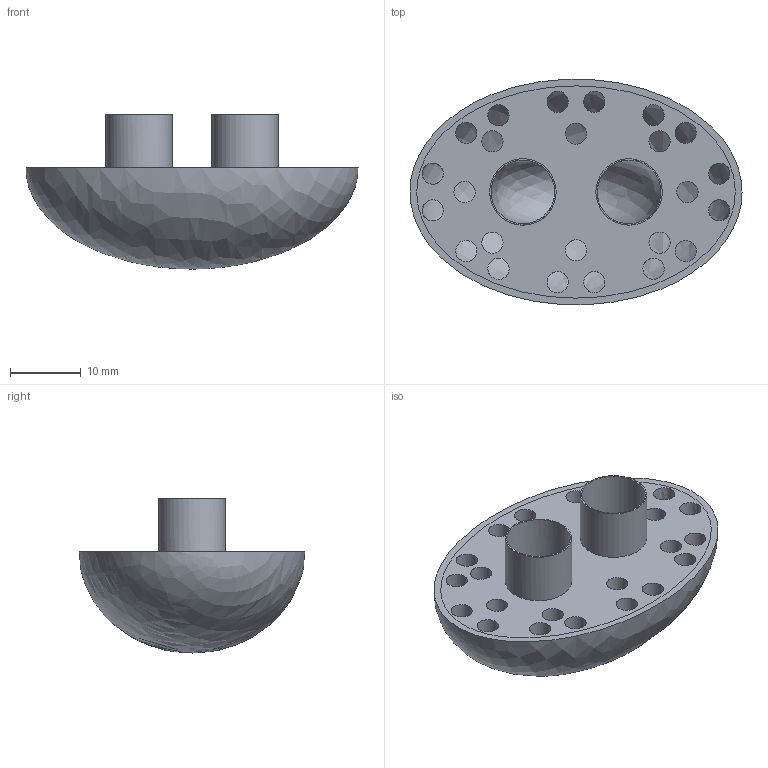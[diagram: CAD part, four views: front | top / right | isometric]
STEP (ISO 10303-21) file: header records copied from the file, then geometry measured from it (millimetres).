
FILE_DESCRIPTION(('FreeCAD Model'),'2;1');
FILE_NAME('Open CASCADE Shape Model','2025-05-03T05:51:33',('FreeCAD'),( 'FreeCAD'),'Open CASCADE STEP processor 7.6','FreeCAD','Unknown');
FILE_SCHEMA(('AUTOMOTIVE_DESIGN { 1 0 10303 214 1 1 1 1 }'));
Length unit declared in the file: millimetre
Products named in the file (1): Open CASCADE STEP translator 7.6 1
Bounding box: 47.06 x 31.96 x 21.85 mm (x, y, z)
Volume: 4093.8 mm3; surface area: 8396 mm2
Topology: 2 solids, 2 shells, 38 faces, 110 edges, 71 vertices
Faces by surface type: bspline 38
Entity records: 2378 total; most frequent: CARTESIAN_POINT 1717, ORIENTED_EDGE 208, EDGE_CURVE 104, FACE_BOUND 89, EDGE_LOOP 89, VERTEX_POINT 71, ADVANCED_FACE 38, B_SPLINE_CURVE_WITH_KNOTS 38
